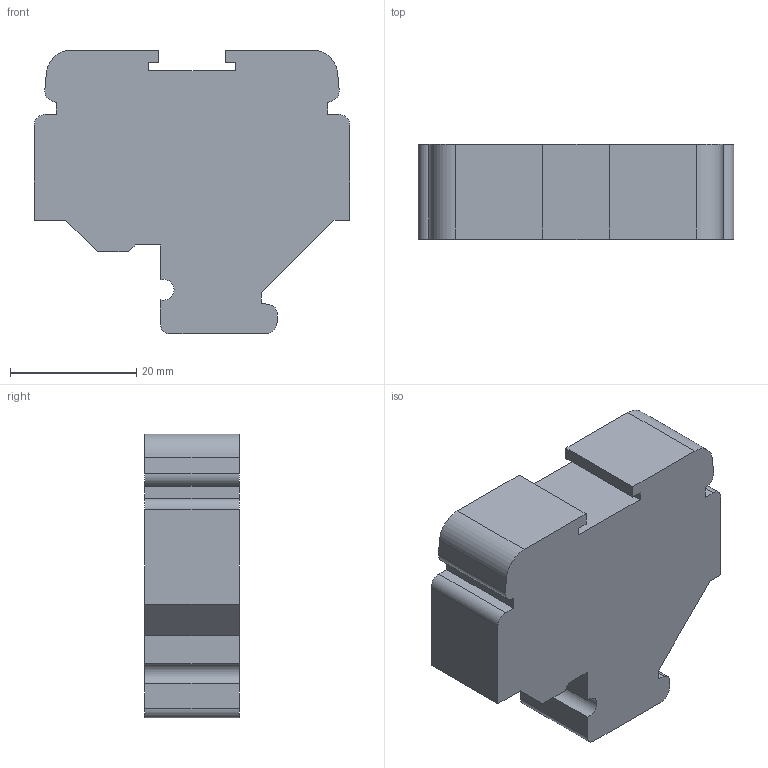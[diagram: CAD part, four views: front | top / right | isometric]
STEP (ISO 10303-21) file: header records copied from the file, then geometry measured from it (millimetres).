
FILE_DESCRIPTION(/* description */ ('Unknown'),/* implementation_level */ '2;1');
FILE_NAME(/* name */ 'CBTM5',/* time_stamp */ '2016-12-03T12:18:42+06:00',/* author */ ('Unknown'),/* organization */ ('Unknown'),/* preprocessor_version */ 'ST-DEVELOPER v16',/* originating_system */ 'DEX',/* authorisation */ $);
FILE_SCHEMA (('AUTOMOTIVE_DESIGN {1 0 10303 214 3 1 1}'));
Length unit declared in the file: millimetre
Products named in the file (1): Part3
Bounding box: 50 x 15 x 45 mm (x, y, z)
Volume: 25108 mm3; surface area: 6361.6 mm2
Topology: 1 solids, 1 shells, 44 faces, 126 edges, 84 vertices
Faces by surface type: plane 34, cylinder 10
Entity records: 1460 total; most frequent: CARTESIAN_POINT 255, ORIENTED_EDGE 252, DIRECTION 236, EDGE_CURVE 126, LINE 106, VECTOR 106, VERTEX_POINT 84, AXIS2_PLACEMENT_3D 65
